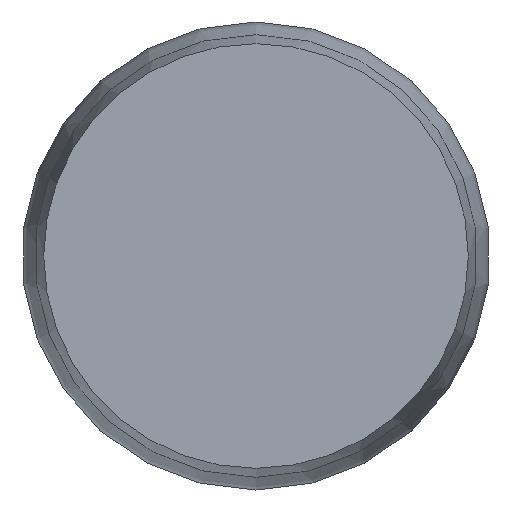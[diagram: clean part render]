
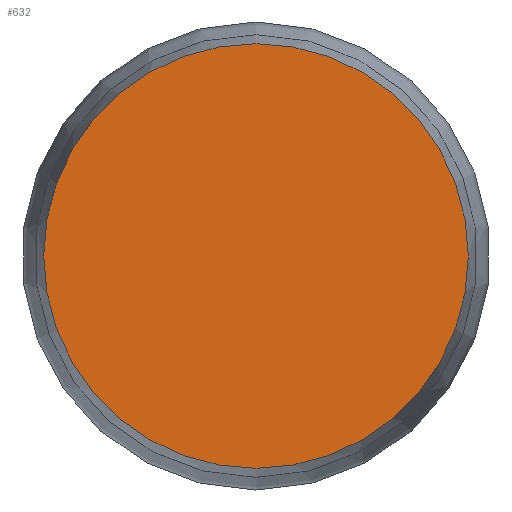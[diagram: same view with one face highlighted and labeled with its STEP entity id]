
A CAD part, left-side view. The second image highlights one B-rep face of the part: STEP entity #632.
In plain terms, the highlighted planar face has unit normal (-1, 0, 0).
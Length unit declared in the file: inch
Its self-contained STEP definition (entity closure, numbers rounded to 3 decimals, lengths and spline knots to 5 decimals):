
#52 = DIRECTION ( 'NONE',  ( -1., 0., 0. ) ) ;
#168 = PLANE ( 'NONE',  #663 ) ;
#402 = AXIS2_PLACEMENT_3D ( 'NONE', #798, #52, #669 ) ;
#458 = FACE_OUTER_BOUND ( 'NONE', #1218, .T. ) ;
#475 = DIRECTION ( 'NONE',  ( 1., 0., 0. ) ) ;
#574 = VERTEX_POINT ( 'NONE', #792 ) ;
#575 = DIRECTION ( 'NONE',  ( 0., 0., -1. ) ) ;
#632 = ADVANCED_FACE ( 'NONE', ( #458 ), #168, .F. ) ;
#663 = AXIS2_PLACEMENT_3D ( 'NONE', #694, #475, #575 ) ;
#669 = DIRECTION ( 'NONE',  ( 0., 0., 1. ) ) ;
#694 = CARTESIAN_POINT ( 'NONE',  ( 0., 0.01595, 0. ) ) ;
#792 = CARTESIAN_POINT ( 'NONE',  ( 0., 0., 0.01875 ) ) ;
#798 = CARTESIAN_POINT ( 'NONE',  ( 0., 0., 0. ) ) ;
#855 = CIRCLE ( 'NONE', #402, 0.01875 ) ;
#879 = EDGE_CURVE ( 'NONE', #574, #574, #855, .T. ) ;
#1192 = ORIENTED_EDGE ( 'NONE', *, *, #879, .T. ) ;
#1218 = EDGE_LOOP ( 'NONE', ( #1192 ) ) ;
